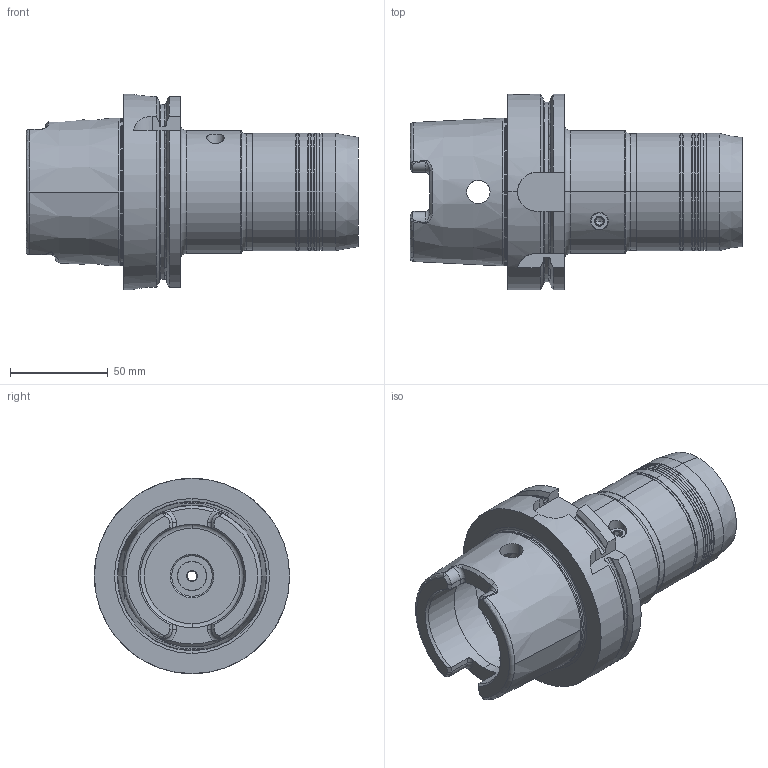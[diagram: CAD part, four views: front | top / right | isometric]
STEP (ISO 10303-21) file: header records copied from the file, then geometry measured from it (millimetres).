
FILE_DESCRIPTION (( 'STEP AP214' ), '1' );
FILE_NAME ('95.05.036.022.STEP', '2019-07-25T09:19:54', ( '' ), ( '' ), 'SwSTEP 2.0', 'SolidWorks 2014', '' );
FILE_SCHEMA (( 'AUTOMOTIVE_DESIGN' ));
Length unit declared in the file: millimetre
Products named in the file (1): 95.05.036.022
Bounding box: 170 x 100 x 100 mm (x, y, z)
Volume: 464873.1 mm3; surface area: 87144 mm2
Topology: 3 solids, 4 shells, 346 faces, 808 edges, 477 vertices
Faces by surface type: cylinder 105, plane 105, cone 81, torus 39, bspline 16
Entity records: 15285 total; most frequent: CARTESIAN_POINT 3664, DIRECTION 1649, ORIENTED_EDGE 1604, EDGE_CURVE 802, AXIS2_PLACEMENT_3D 660, VERTEX_POINT 477, EDGE_LOOP 369, UNCERTAINTY_MEASURE_WITH_UNIT 351
